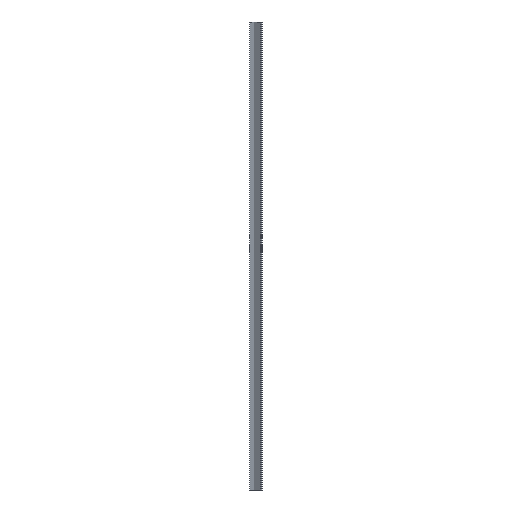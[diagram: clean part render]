
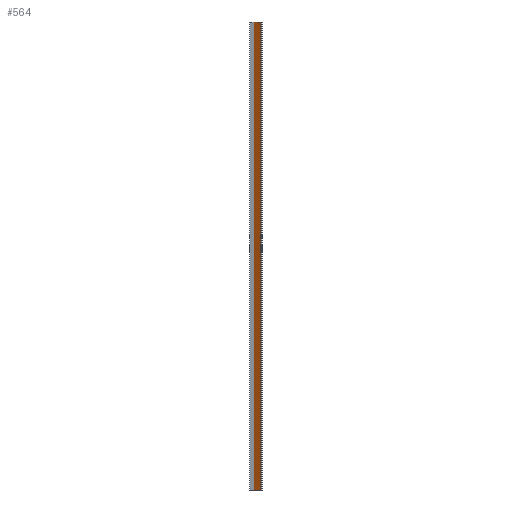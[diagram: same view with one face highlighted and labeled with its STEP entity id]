
A CAD part, left-side view. The second image highlights one B-rep face of the part: STEP entity #564.
In plain terms, the highlighted planar face has unit normal (-0.789, 0.615, 0).
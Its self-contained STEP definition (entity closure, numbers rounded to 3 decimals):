
#14 = CARTESIAN_POINT ( 'NONE',  ( -3.2, 5.182, -150. ) ) ;
#77 = ORIENTED_EDGE ( 'NONE', *, *, #645, .F. ) ;
#87 = EDGE_CURVE ( 'NONE', #653, #1126, #986, .T. ) ;
#89 = EDGE_LOOP ( 'NONE', ( #767, #555, #77, #449 ) ) ;
#182 = DIRECTION ( 'NONE',  ( 0., 0., -1. ) ) ;
#190 = VECTOR ( 'NONE', #647, 1000. ) ;
#204 = FACE_OUTER_BOUND ( 'NONE', #89, .T. ) ;
#251 = CARTESIAN_POINT ( 'NONE',  ( -3.2, 5.182, 150. ) ) ;
#261 = AXIS2_PLACEMENT_3D ( 'NONE', #1099, #749, #1024 ) ;
#279 = LINE ( 'NONE', #899, #732 ) ;
#291 = VECTOR ( 'NONE', #182, 1000. ) ;
#303 = CARTESIAN_POINT ( 'NONE',  ( -6.459, 1.003, -150. ) ) ;
#340 = VECTOR ( 'NONE', #1144, 1000. ) ;
#381 = DIRECTION ( 'NONE',  ( -0.615, -0.789, 0. ) ) ;
#425 = CARTESIAN_POINT ( 'NONE',  ( -3.2, 5.182, 150. ) ) ;
#445 = CARTESIAN_POINT ( 'NONE',  ( -6.459, 1.003, 150. ) ) ;
#449 = ORIENTED_EDGE ( 'NONE', *, *, #87, .T. ) ;
#468 = EDGE_CURVE ( 'NONE', #668, #868, #1022, .T. ) ;
#493 = PLANE ( 'NONE',  #261 ) ;
#553 = CARTESIAN_POINT ( 'NONE',  ( -3.2, 5.182, 150. ) ) ;
#555 = ORIENTED_EDGE ( 'NONE', *, *, #468, .F. ) ;
#564 = ADVANCED_FACE ( 'NONE', ( #204 ), #493, .F. ) ;
#578 = LINE ( 'NONE', #251, #340 ) ;
#645 = EDGE_CURVE ( 'NONE', #653, #668, #578, .T. ) ;
#647 = DIRECTION ( 'NONE',  ( 0., 0., -1. ) ) ;
#653 = VERTEX_POINT ( 'NONE', #425 ) ;
#668 = VERTEX_POINT ( 'NONE', #1136 ) ;
#732 = VECTOR ( 'NONE', #381, 1000. ) ;
#749 = DIRECTION ( 'NONE',  ( 0.789, -0.615, 0. ) ) ;
#754 = EDGE_CURVE ( 'NONE', #1126, #868, #279, .T. ) ;
#767 = ORIENTED_EDGE ( 'NONE', *, *, #754, .T. ) ;
#868 = VERTEX_POINT ( 'NONE', #303 ) ;
#899 = CARTESIAN_POINT ( 'NONE',  ( -3.2, 5.182, -150. ) ) ;
#986 = LINE ( 'NONE', #553, #190 ) ;
#1022 = LINE ( 'NONE', #445, #291 ) ;
#1024 = DIRECTION ( 'NONE',  ( 0.615, 0.789, 0. ) ) ;
#1099 = CARTESIAN_POINT ( 'NONE',  ( -3.2, 5.182, 150. ) ) ;
#1126 = VERTEX_POINT ( 'NONE', #14 ) ;
#1136 = CARTESIAN_POINT ( 'NONE',  ( -6.459, 1.003, 150. ) ) ;
#1144 = DIRECTION ( 'NONE',  ( -0.615, -0.789, 0. ) ) ;
